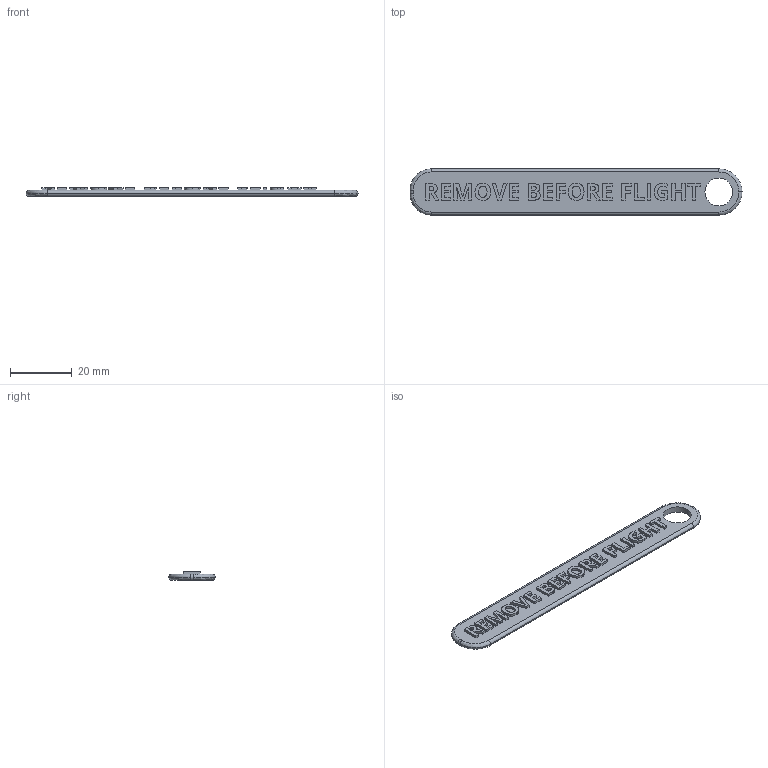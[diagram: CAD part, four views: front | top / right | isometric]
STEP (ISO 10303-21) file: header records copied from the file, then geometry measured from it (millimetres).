
FILE_DESCRIPTION (( 'STEP AP214' ), '1' );
FILE_NAME ('eXplora_VTOL_V1.00_Pitot_cover_label.step', '2022-10-24T15:19:14', ( '' ), ( '' ), 'SwSTEP 2.0', 'SolidWorks 2021', '' );
FILE_SCHEMA (( 'AUTOMOTIVE_DESIGN' ));
Length unit declared in the file: millimetre
Products named in the file (1): eXplora_VTOL_V1.00_Pitot_cover_label
Bounding box: 107.5 x 15 x 2.8 mm (x, y, z)
Volume: 3083.1 mm3; surface area: 3686.5 mm2
Topology: 1 solids, 1 shells, 278 faces, 751 edges, 499 vertices
Faces by surface type: plane 183, bspline 88, cylinder 7
Entity records: 9163 total; most frequent: CARTESIAN_POINT 2713, ORIENTED_EDGE 1502, DIRECTION 987, EDGE_CURVE 751, VECTOR 561, LINE 561, VERTEX_POINT 499, EDGE_LOOP 304
